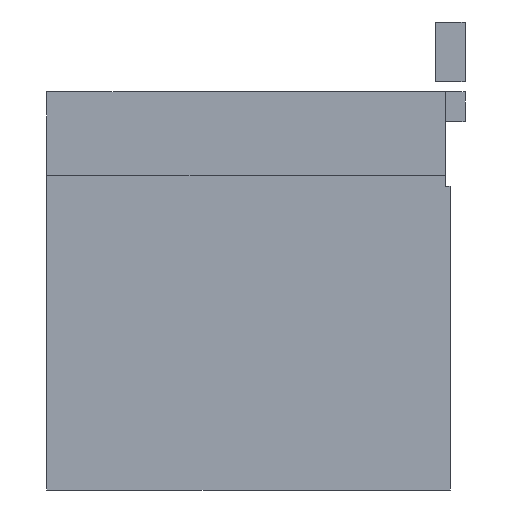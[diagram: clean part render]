
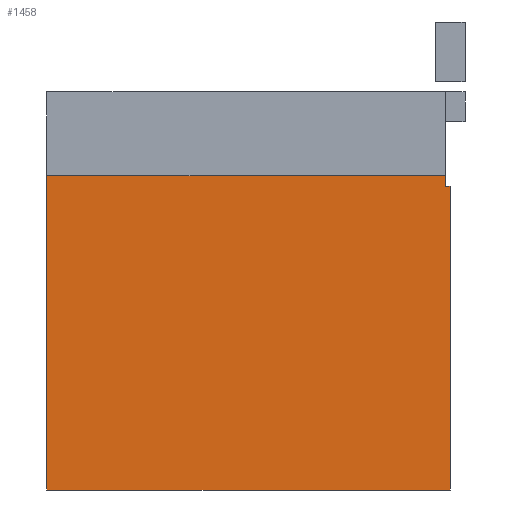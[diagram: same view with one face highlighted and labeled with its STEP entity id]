
A CAD part, left-side view. The second image highlights one B-rep face of the part: STEP entity #1458.
In plain terms, the highlighted planar face has unit normal (-1, 0, 0).
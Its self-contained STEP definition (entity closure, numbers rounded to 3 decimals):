
#43 = ORIENTED_EDGE ( 'NONE', *, *, #1200, .F. ) ;
#98 = LINE ( 'NONE', #787, #696 ) ;
#162 = CARTESIAN_POINT ( 'NONE',  ( -9.375, 3.875, 2.88 ) ) ;
#166 = FACE_OUTER_BOUND ( 'NONE', #1476, .T. ) ;
#320 = DIRECTION ( 'NONE',  ( 0., 0., 1. ) ) ;
#351 = DIRECTION ( 'NONE',  ( 0., 0., 1. ) ) ;
#383 = CARTESIAN_POINT ( 'NONE',  ( -9.375, -0.175, 2.775 ) ) ;
#409 = CARTESIAN_POINT ( 'NONE',  ( -9.375, -0.125, 2.88 ) ) ;
#486 = LINE ( 'NONE', #1114, #674 ) ;
#505 = CARTESIAN_POINT ( 'NONE',  ( -9.375, -0.175, -0.275 ) ) ;
#559 = CARTESIAN_POINT ( 'NONE',  ( -9.375, -0.125, -0.275 ) ) ;
#625 = VERTEX_POINT ( 'NONE', #1539 ) ;
#665 = VERTEX_POINT ( 'NONE', #409 ) ;
#667 = ORIENTED_EDGE ( 'NONE', *, *, #1504, .T. ) ;
#674 = VECTOR ( 'NONE', #1318, 1000. ) ;
#696 = VECTOR ( 'NONE', #2370, 1000. ) ;
#748 = B_SPLINE_CURVE_WITH_KNOTS ( 'NONE', 1,
 ( #2406, #1433 ),
 .UNSPECIFIED., .F., .F.,
 ( 2, 2 ),
 ( 0., 0. ),
 .UNSPECIFIED. ) ;
#753 = PLANE ( 'NONE',  #1293 ) ;
#769 = CARTESIAN_POINT ( 'NONE',  ( -9.375, 3.875, 0. ) ) ;
#787 = CARTESIAN_POINT ( 'NONE',  ( -9.375, -0.125, 2.88 ) ) ;
#788 = DIRECTION ( 'NONE',  ( 0., 0., 1. ) ) ;
#796 = ORIENTED_EDGE ( 'NONE', *, *, #2478, .F. ) ;
#827 = VERTEX_POINT ( 'NONE', #1396 ) ;
#881 = EDGE_CURVE ( 'NONE', #625, #2495, #1699, .T. ) ;
#887 = ORIENTED_EDGE ( 'NONE', *, *, #2431, .T. ) ;
#890 = LINE ( 'NONE', #2274, #1520 ) ;
#991 = EDGE_CURVE ( 'NONE', #827, #2190, #486, .T. ) ;
#1114 = CARTESIAN_POINT ( 'NONE',  ( -9.375, 3.875, -0.275 ) ) ;
#1153 = LINE ( 'NONE', #1706, #1785 ) ;
#1200 = EDGE_CURVE ( 'NONE', #625, #1694, #890, .T. ) ;
#1293 = AXIS2_PLACEMENT_3D ( 'NONE', #559, #1382, #351 ) ;
#1318 = DIRECTION ( 'NONE',  ( 0., 0., 1. ) ) ;
#1323 = CARTESIAN_POINT ( 'NONE',  ( -9.375, -0.175, 2.775 ) ) ;
#1325 = EDGE_CURVE ( 'NONE', #1761, #665, #1153, .T. ) ;
#1382 = DIRECTION ( 'NONE',  ( -1., 0., 0. ) ) ;
#1396 = CARTESIAN_POINT ( 'NONE',  ( -9.375, 3.875, 1.075 ) ) ;
#1433 = CARTESIAN_POINT ( 'NONE',  ( -9.375, -0.125, 2.775 ) ) ;
#1453 = CARTESIAN_POINT ( 'NONE',  ( -9.375, -0.125, 2.775 ) ) ;
#1458 = ADVANCED_FACE ( 'NONE', ( #166 ), #753, .T. ) ;
#1476 = EDGE_LOOP ( 'NONE', ( #887, #2292, #796, #43, #1682, #667, #1935 ) ) ;
#1504 = EDGE_CURVE ( 'NONE', #2495, #1761, #748, .T. ) ;
#1520 = VECTOR ( 'NONE', #2059, 1000. ) ;
#1539 = CARTESIAN_POINT ( 'NONE',  ( -9.375, -0.175, -0.275 ) ) ;
#1682 = ORIENTED_EDGE ( 'NONE', *, *, #881, .T. ) ;
#1694 = VERTEX_POINT ( 'NONE', #2441 ) ;
#1699 = B_SPLINE_CURVE_WITH_KNOTS ( 'NONE', 1,
 ( #505, #1323 ),
 .UNSPECIFIED., .F., .F.,
 ( 2, 2 ),
 ( 0., 0.003 ),
 .UNSPECIFIED. ) ;
#1706 = CARTESIAN_POINT ( 'NONE',  ( -9.375, -0.125, -0.275 ) ) ;
#1761 = VERTEX_POINT ( 'NONE', #1453 ) ;
#1785 = VECTOR ( 'NONE', #320, 1000. ) ;
#1935 = ORIENTED_EDGE ( 'NONE', *, *, #1325, .T. ) ;
#2059 = DIRECTION ( 'NONE',  ( 0., 1., 0. ) ) ;
#2190 = VERTEX_POINT ( 'NONE', #162 ) ;
#2220 = LINE ( 'NONE', #769, #2443 ) ;
#2274 = CARTESIAN_POINT ( 'NONE',  ( -9.375, -80.225, -0.275 ) ) ;
#2292 = ORIENTED_EDGE ( 'NONE', *, *, #991, .F. ) ;
#2370 = DIRECTION ( 'NONE',  ( 0., 1., 0. ) ) ;
#2406 = CARTESIAN_POINT ( 'NONE',  ( -9.375, -0.175, 2.775 ) ) ;
#2431 = EDGE_CURVE ( 'NONE', #665, #2190, #98, .T. ) ;
#2441 = CARTESIAN_POINT ( 'NONE',  ( -9.375, 3.875, -0.275 ) ) ;
#2443 = VECTOR ( 'NONE', #788, 1000. ) ;
#2478 = EDGE_CURVE ( 'NONE', #1694, #827, #2220, .T. ) ;
#2495 = VERTEX_POINT ( 'NONE', #383 ) ;
